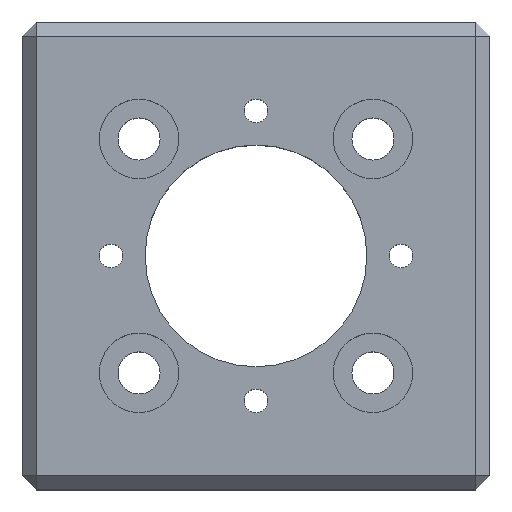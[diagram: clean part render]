
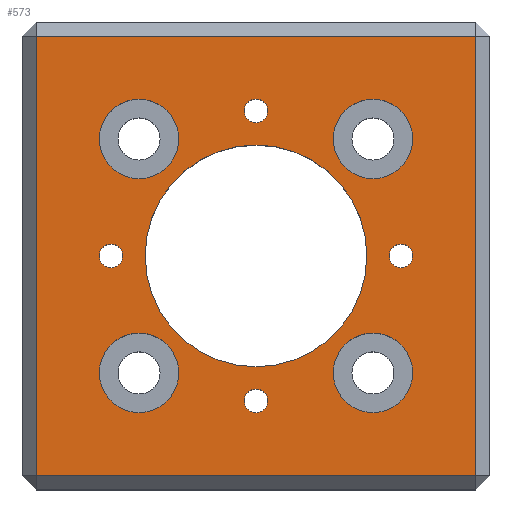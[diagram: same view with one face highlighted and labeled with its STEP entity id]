
A CAD part, top view. The second image highlights one B-rep face of the part: STEP entity #573.
In plain terms, the highlighted planar face has unit normal (0, 0, 1).
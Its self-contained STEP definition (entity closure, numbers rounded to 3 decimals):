
#28=FACE_BOUND('',#126,.T.);
#29=FACE_BOUND('',#127,.T.);
#30=FACE_BOUND('',#128,.T.);
#31=FACE_BOUND('',#129,.T.);
#32=FACE_BOUND('',#130,.T.);
#33=FACE_BOUND('',#131,.T.);
#34=FACE_BOUND('',#132,.T.);
#35=FACE_BOUND('',#133,.T.);
#36=FACE_BOUND('',#134,.T.);
#50=CIRCLE('',#623,2.518);
#51=CIRCLE('',#624,2.518);
#52=CIRCLE('',#625,2.518);
#53=CIRCLE('',#626,23.7);
#54=CIRCLE('',#627,2.518);
#55=CIRCLE('',#628,8.5);
#56=CIRCLE('',#629,8.5);
#57=CIRCLE('',#630,8.5);
#58=CIRCLE('',#631,8.5);
#90=FACE_OUTER_BOUND('',#125,.T.);
#125=EDGE_LOOP('',(#439,#440,#441,#442));
#126=EDGE_LOOP('',(#443));
#127=EDGE_LOOP('',(#444));
#128=EDGE_LOOP('',(#445));
#129=EDGE_LOOP('',(#446));
#130=EDGE_LOOP('',(#447));
#131=EDGE_LOOP('',(#448));
#132=EDGE_LOOP('',(#449));
#133=EDGE_LOOP('',(#450));
#134=EDGE_LOOP('',(#451));
#186=LINE('',#883,#235);
#194=LINE('',#899,#243);
#196=LINE('',#902,#245);
#198=LINE('',#905,#247);
#235=VECTOR('',#703,10.);
#243=VECTOR('',#717,10.);
#245=VECTOR('',#721,10.);
#247=VECTOR('',#725,10.);
#267=VERTEX_POINT('',#845);
#272=VERTEX_POINT('',#858);
#277=VERTEX_POINT('',#871);
#282=VERTEX_POINT('',#887);
#286=VERTEX_POINT('',#912);
#287=VERTEX_POINT('',#914);
#288=VERTEX_POINT('',#916);
#289=VERTEX_POINT('',#918);
#290=VERTEX_POINT('',#920);
#291=VERTEX_POINT('',#922);
#292=VERTEX_POINT('',#924);
#293=VERTEX_POINT('',#926);
#294=VERTEX_POINT('',#928);
#330=EDGE_CURVE('',#267,#277,#186,.T.);
#338=EDGE_CURVE('',#277,#282,#194,.T.);
#340=EDGE_CURVE('',#282,#272,#196,.T.);
#342=EDGE_CURVE('',#272,#267,#198,.T.);
#346=EDGE_CURVE('',#286,#286,#50,.F.);
#347=EDGE_CURVE('',#287,#287,#51,.F.);
#348=EDGE_CURVE('',#288,#288,#52,.F.);
#349=EDGE_CURVE('',#289,#289,#53,.T.);
#350=EDGE_CURVE('',#290,#290,#54,.F.);
#351=EDGE_CURVE('',#291,#291,#55,.T.);
#352=EDGE_CURVE('',#292,#292,#56,.T.);
#353=EDGE_CURVE('',#293,#293,#57,.T.);
#354=EDGE_CURVE('',#294,#294,#58,.T.);
#439=ORIENTED_EDGE('',*,*,#330,.F.);
#440=ORIENTED_EDGE('',*,*,#342,.F.);
#441=ORIENTED_EDGE('',*,*,#340,.F.);
#442=ORIENTED_EDGE('',*,*,#338,.F.);
#443=ORIENTED_EDGE('',*,*,#346,.T.);
#444=ORIENTED_EDGE('',*,*,#347,.T.);
#445=ORIENTED_EDGE('',*,*,#348,.T.);
#446=ORIENTED_EDGE('',*,*,#349,.T.);
#447=ORIENTED_EDGE('',*,*,#350,.T.);
#448=ORIENTED_EDGE('',*,*,#351,.T.);
#449=ORIENTED_EDGE('',*,*,#352,.T.);
#450=ORIENTED_EDGE('',*,*,#353,.T.);
#451=ORIENTED_EDGE('',*,*,#354,.T.);
#551=PLANE('',#622);
#573=ADVANCED_FACE('',(#90,#28,#29,#30,#31,#32,#33,#34,#35,#36),#551,.T.);
#622=AXIS2_PLACEMENT_3D('',#911,#733,#734);
#623=AXIS2_PLACEMENT_3D('',#913,#735,#736);
#624=AXIS2_PLACEMENT_3D('',#915,#737,#738);
#625=AXIS2_PLACEMENT_3D('',#917,#739,#740);
#626=AXIS2_PLACEMENT_3D('',#919,#741,#742);
#627=AXIS2_PLACEMENT_3D('',#921,#743,#744);
#628=AXIS2_PLACEMENT_3D('',#923,#745,#746);
#629=AXIS2_PLACEMENT_3D('',#925,#747,#748);
#630=AXIS2_PLACEMENT_3D('',#927,#749,#750);
#631=AXIS2_PLACEMENT_3D('',#929,#751,#752);
#703=DIRECTION('',(0.,1.,0.));
#717=DIRECTION('',(1.,0.,0.));
#721=DIRECTION('',(0.,-1.,0.));
#725=DIRECTION('',(-1.,0.,0.));
#733=DIRECTION('center_axis',(0.,0.,1.));
#734=DIRECTION('ref_axis',(1.,0.,0.));
#735=DIRECTION('center_axis',(0.,0.,1.));
#736=DIRECTION('ref_axis',(1.,0.,0.));
#737=DIRECTION('center_axis',(0.,0.,1.));
#738=DIRECTION('ref_axis',(1.,0.,0.));
#739=DIRECTION('center_axis',(0.,0.,1.));
#740=DIRECTION('ref_axis',(1.,0.,0.));
#741=DIRECTION('center_axis',(0.,0.,-1.));
#742=DIRECTION('ref_axis',(1.,0.,0.));
#743=DIRECTION('center_axis',(0.,0.,1.));
#744=DIRECTION('ref_axis',(1.,0.,0.));
#745=DIRECTION('center_axis',(0.,0.,-1.));
#746=DIRECTION('ref_axis',(-1.,0.,0.));
#747=DIRECTION('center_axis',(0.,0.,-1.));
#748=DIRECTION('ref_axis',(-1.,0.,0.));
#749=DIRECTION('center_axis',(0.,0.,-1.));
#750=DIRECTION('ref_axis',(-1.,0.,0.));
#751=DIRECTION('center_axis',(0.,0.,-1.));
#752=DIRECTION('ref_axis',(-1.,0.,0.));
#845=CARTESIAN_POINT('',(-47.,-47.,30.));
#858=CARTESIAN_POINT('',(47.,-47.,30.));
#871=CARTESIAN_POINT('',(-47.,47.,30.));
#883=CARTESIAN_POINT('',(-47.,25.,30.));
#887=CARTESIAN_POINT('',(47.,47.,30.));
#899=CARTESIAN_POINT('',(25.,47.,30.));
#902=CARTESIAN_POINT('',(47.,-25.,30.));
#905=CARTESIAN_POINT('',(-25.,-47.,30.));
#911=CARTESIAN_POINT('Origin',(0.,0.,30.));
#912=CARTESIAN_POINT('',(28.483,0.,30.));
#913=CARTESIAN_POINT('Origin',(31.,0.,30.));
#914=CARTESIAN_POINT('',(-2.518,-31.,30.));
#915=CARTESIAN_POINT('Origin',(0.,-31.,30.));
#916=CARTESIAN_POINT('',(-2.518,31.,30.));
#917=CARTESIAN_POINT('Origin',(0.,31.,30.));
#918=CARTESIAN_POINT('',(-23.7,0.,30.));
#919=CARTESIAN_POINT('Origin',(0.,0.,30.));
#920=CARTESIAN_POINT('',(-33.518,0.,30.));
#921=CARTESIAN_POINT('Origin',(-31.,0.,30.));
#922=CARTESIAN_POINT('',(-16.5,-25.,30.));
#923=CARTESIAN_POINT('Origin',(-25.,-25.,30.));
#924=CARTESIAN_POINT('',(-16.5,25.,30.));
#925=CARTESIAN_POINT('Origin',(-25.,25.,30.));
#926=CARTESIAN_POINT('',(33.5,-25.,30.));
#927=CARTESIAN_POINT('Origin',(25.,-25.,30.));
#928=CARTESIAN_POINT('',(33.5,25.,30.));
#929=CARTESIAN_POINT('Origin',(25.,25.,30.));
